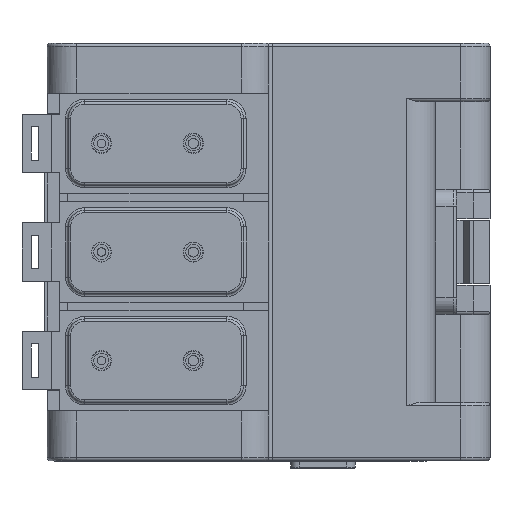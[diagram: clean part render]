
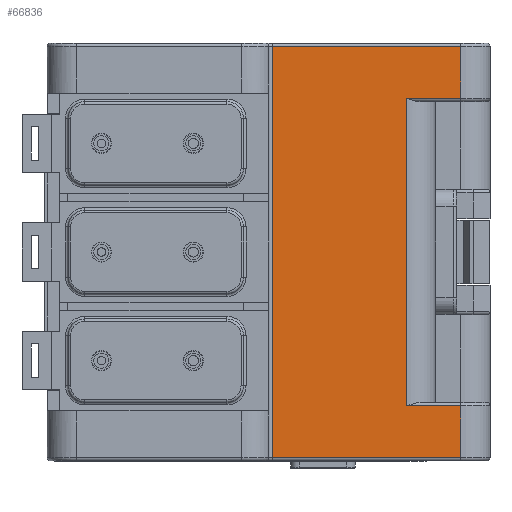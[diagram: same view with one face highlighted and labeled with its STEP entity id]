
A CAD part, left-side view. The second image highlights one B-rep face of the part: STEP entity #66836.
In plain terms, the highlighted planar face has unit normal (-1, 0, 0).
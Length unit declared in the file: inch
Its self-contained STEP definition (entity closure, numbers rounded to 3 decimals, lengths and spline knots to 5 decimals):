
#163 = CARTESIAN_POINT ( 'NONE',  ( -1.25197, 0.1378, 0.9685 ) ) ;
#1780 = DIRECTION ( 'NONE',  ( -1., 0., 0. ) ) ;
#1853 = CARTESIAN_POINT ( 'NONE',  ( -1.25197, 0.1378, 0.72441 ) ) ;
#2212 = CARTESIAN_POINT ( 'NONE',  ( -1.25197, 0.1378, 0.72441 ) ) ;
#3266 = DIRECTION ( 'NONE',  ( 0., 0., -1. ) ) ;
#4704 = ORIENTED_EDGE ( 'NONE', *, *, #31941, .F. ) ;
#5493 = EDGE_CURVE ( 'NONE', #33378, #45440, #39631, .T. ) ;
#5529 = LINE ( 'NONE', #19998, #32920 ) ;
#6209 = DIRECTION ( 'NONE',  ( 0., 0., -1. ) ) ;
#7744 = EDGE_CURVE ( 'NONE', #61815, #31956, #61085, .T. ) ;
#8407 = CARTESIAN_POINT ( 'NONE',  ( -1.25197, 1.02362, 0.9685 ) ) ;
#8938 = ORIENTED_EDGE ( 'NONE', *, *, #7744, .T. ) ;
#10530 = VECTOR ( 'NONE', #43858, 39.37008 ) ;
#11372 = VERTEX_POINT ( 'NONE', #49537 ) ;
#12038 = VECTOR ( 'NONE', #12299, 39.37008 ) ;
#12299 = DIRECTION ( 'NONE',  ( 0., -1., 0. ) ) ;
#15373 = ORIENTED_EDGE ( 'NONE', *, *, #37856, .T. ) ;
#15530 = VECTOR ( 'NONE', #68303, 39.37008 ) ;
#16471 = CARTESIAN_POINT ( 'NONE',  ( -1.25197, 0.3937, -0.72441 ) ) ;
#17303 = CARTESIAN_POINT ( 'NONE',  ( -1.25197, 1.02362, 0.9685 ) ) ;
#18409 = CARTESIAN_POINT ( 'NONE',  ( -1.25197, 1.02362, -0.9685 ) ) ;
#19318 = VECTOR ( 'NONE', #46661, 39.37008 ) ;
#19998 = CARTESIAN_POINT ( 'NONE',  ( -1.25197, 0.1378, 0.98425 ) ) ;
#24350 = ORIENTED_EDGE ( 'NONE', *, *, #54155, .T. ) ;
#25127 = EDGE_CURVE ( 'NONE', #49660, #56749, #59051, .T. ) ;
#30969 = DIRECTION ( 'NONE',  ( 0., 0., -1. ) ) ;
#31002 = ORIENTED_EDGE ( 'NONE', *, *, #31026, .T. ) ;
#31026 = EDGE_CURVE ( 'NONE', #45440, #49660, #43091, .T. ) ;
#31941 = EDGE_CURVE ( 'NONE', #33378, #11372, #37449, .T. ) ;
#31956 = VERTEX_POINT ( 'NONE', #17303 ) ;
#32893 = ORIENTED_EDGE ( 'NONE', *, *, #5493, .T. ) ;
#32920 = VECTOR ( 'NONE', #30969, 39.37008 ) ;
#33378 = VERTEX_POINT ( 'NONE', #37574 ) ;
#34577 = CARTESIAN_POINT ( 'NONE',  ( -1.25197, 0.1378, 0.98425 ) ) ;
#36063 = VECTOR ( 'NONE', #3266, 39.37008 ) ;
#37449 = LINE ( 'NONE', #38972, #64701 ) ;
#37574 = CARTESIAN_POINT ( 'NONE',  ( -1.25197, 0.1378, -0.72441 ) ) ;
#37856 = EDGE_CURVE ( 'NONE', #66003, #11372, #57334, .T. ) ;
#38734 = CARTESIAN_POINT ( 'NONE',  ( -1.25197, 0.3937, -0.72441 ) ) ;
#38972 = CARTESIAN_POINT ( 'NONE',  ( -1.25197, 0.1378, 0.98425 ) ) ;
#39520 = ORIENTED_EDGE ( 'NONE', *, *, #25127, .T. ) ;
#39522 = CARTESIAN_POINT ( 'NONE',  ( -1.25197, 0.1378, -0.9685 ) ) ;
#39631 = LINE ( 'NONE', #16471, #10530 ) ;
#40063 = DIRECTION ( 'NONE',  ( 0., 0., 1. ) ) ;
#42901 = LINE ( 'NONE', #63225, #36063 ) ;
#43091 = LINE ( 'NONE', #56556, #68620 ) ;
#43858 = DIRECTION ( 'NONE',  ( 0., 1., 0. ) ) ;
#45440 = VERTEX_POINT ( 'NONE', #38734 ) ;
#46312 = AXIS2_PLACEMENT_3D ( 'NONE', #34577, #1780, #40063 ) ;
#46661 = DIRECTION ( 'NONE',  ( 0., 1., 0. ) ) ;
#47325 = FACE_OUTER_BOUND ( 'NONE', #67839, .T. ) ;
#49537 = CARTESIAN_POINT ( 'NONE',  ( -1.25197, 0.1378, -0.9685 ) ) ;
#49660 = VERTEX_POINT ( 'NONE', #57496 ) ;
#54155 = EDGE_CURVE ( 'NONE', #31956, #66003, #42901, .T. ) ;
#56556 = CARTESIAN_POINT ( 'NONE',  ( -1.25197, 0.3937, 0.98425 ) ) ;
#56749 = VERTEX_POINT ( 'NONE', #1853 ) ;
#57334 = LINE ( 'NONE', #39522, #12038 ) ;
#57496 = CARTESIAN_POINT ( 'NONE',  ( -1.25197, 0.3937, 0.72441 ) ) ;
#59051 = LINE ( 'NONE', #2212, #15530 ) ;
#61085 = LINE ( 'NONE', #8407, #19318 ) ;
#61511 = PLANE ( 'NONE',  #46312 ) ;
#61815 = VERTEX_POINT ( 'NONE', #163 ) ;
#62635 = ORIENTED_EDGE ( 'NONE', *, *, #65032, .F. ) ;
#63225 = CARTESIAN_POINT ( 'NONE',  ( -1.25197, 1.02362, -0.98425 ) ) ;
#64701 = VECTOR ( 'NONE', #6209, 39.37008 ) ;
#65032 = EDGE_CURVE ( 'NONE', #61815, #56749, #5529, .T. ) ;
#66003 = VERTEX_POINT ( 'NONE', #18409 ) ;
#66836 = ADVANCED_FACE ( 'NONE', ( #47325 ), #61511, .T. ) ;
#67466 = DIRECTION ( 'NONE',  ( 0., 0., 1. ) ) ;
#67839 = EDGE_LOOP ( 'NONE', ( #4704, #32893, #31002, #39520, #62635, #8938, #24350, #15373 ) ) ;
#68303 = DIRECTION ( 'NONE',  ( 0., -1., 0. ) ) ;
#68620 = VECTOR ( 'NONE', #67466, 39.37008 ) ;
